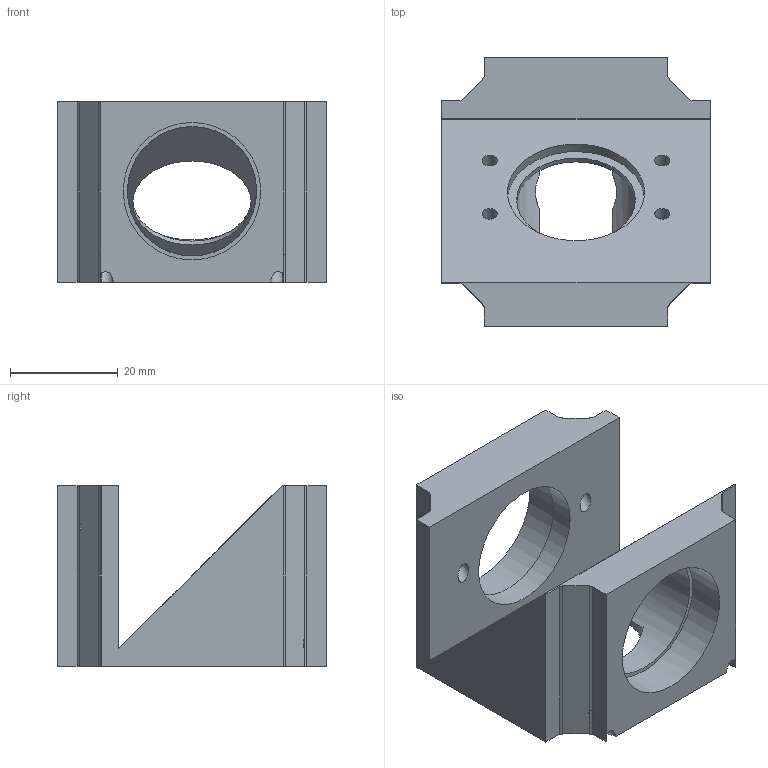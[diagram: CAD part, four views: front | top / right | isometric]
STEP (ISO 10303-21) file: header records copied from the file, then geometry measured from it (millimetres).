
FILE_DESCRIPTION(/* description */ (''),/* implementation_level */ '2;1');
FILE_NAME(/* name */ '20_Cube_Insert_Beamsplittercube_Base_25x25_v3.ipt.step',/* time_stamp */ '2022-11-29T07:56:43+01:00',/* author */ ('marsikovabarbora'),/* organization */ (''),/* preprocessor_version */ 'ST-DEVELOPER v18.1',/* originating_system */ 'Autodesk Inventor 2022',/* authorisation */ '');
FILE_SCHEMA (('AUTOMOTIVE_DESIGN { 1 0 10303 214 3 1 1 }'));
Length unit declared in the file: millimetre
Products named in the file (1): 20_Cube_Insert_Beamsplittercube_Base_25x25_v3
Bounding box: 49.8 x 49.8 x 33.5 mm (x, y, z)
Volume: 32791.4 mm3; surface area: 14235 mm2
Topology: 1 solids, 2 shells, 75 faces, 232 edges, 151 vertices
Faces by surface type: plane 58, cylinder 16, bspline 1
Full cylindrical faces by diameter (mm): 2.8 x6, 22 x1, 24 x2, 25.4 x1, 25.5 x3
Entity records: 2760 total; most frequent: CARTESIAN_POINT 519, ORIENTED_EDGE 464, DIRECTION 440, EDGE_CURVE 232, LINE 166, VECTOR 166, VERTEX_POINT 151, AXIS2_PLACEMENT_3D 137
